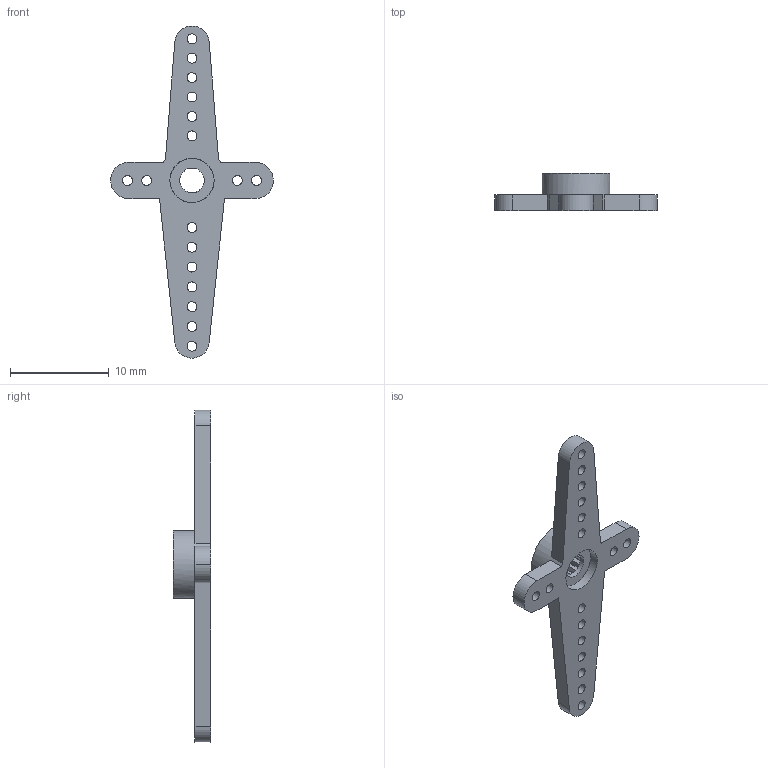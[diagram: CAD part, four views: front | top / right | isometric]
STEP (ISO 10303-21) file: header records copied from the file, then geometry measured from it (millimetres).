
FILE_DESCRIPTION(('TFLEX Exchange Step'),'2;1');
FILE_NAME(' башня.stp', '2022-04-03T22:07:34+03:00',('ilya'),('Unknown organisation'),'TFLEX Exchange 2022.0','T-FLEX CAD','Unknown authorisation');
FILE_SCHEMA( ('AUTOMOTIVE_DESIGN { 1 0 10303 214 1 1 1 1 }') );
Length unit declared in the file: millimetre
Products named in the file (1): Nodes
Bounding box: 16.5 x 3.8 x 33.69 mm (x, y, z)
Volume: 317.5 mm3; surface area: 689 mm2
Topology: 1 solids, 1 shells, 122 faces, 392 edges, 274 vertices
Faces by surface type: plane 54, cylinder 46, cone 22
Full cylindrical faces by diameter (mm): 1 x17, 2.5 x1, 4.5 x1, 6.9 x1
Entity records: 12498 total; most frequent: CARTESIAN_POINT 9149, ORIENTED_EDGE 784, DIRECTION 572, EDGE_CURVE 392, VERTEX_POINT 274, VECTOR 194, LINE 194, AXIS2_PLACEMENT_3D 189
